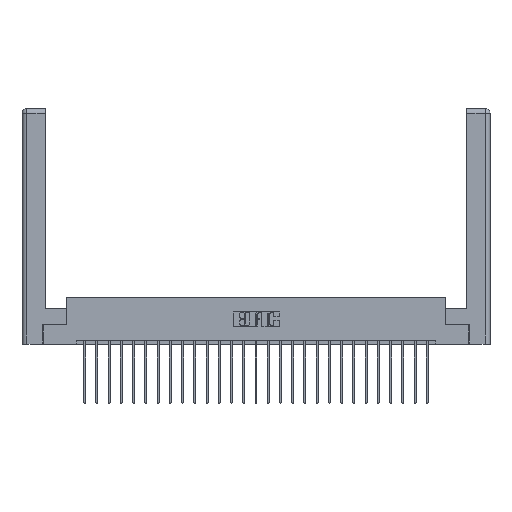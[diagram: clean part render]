
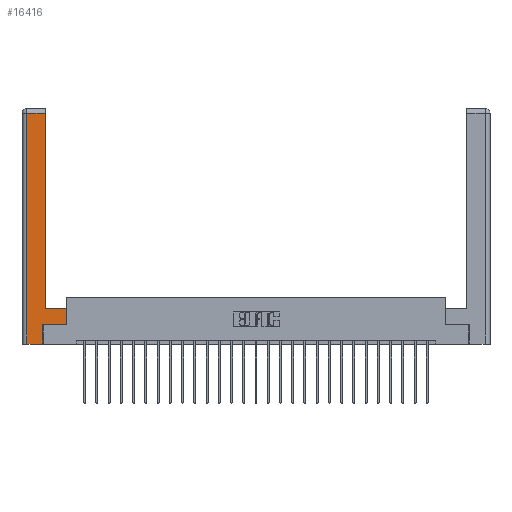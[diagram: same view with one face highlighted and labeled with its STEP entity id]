
A CAD part, top view. The second image highlights one B-rep face of the part: STEP entity #16416.
In plain terms, the highlighted planar face has unit normal (0, 0, 1).
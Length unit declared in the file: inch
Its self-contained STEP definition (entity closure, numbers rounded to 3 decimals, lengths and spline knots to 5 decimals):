
#13 = VERTEX_POINT ( 'NONE', #11412 ) ;
#592 = CARTESIAN_POINT ( 'NONE',  ( 0.295, 3., 0. ) ) ;
#942 = ORIENTED_EDGE ( 'NONE', *, *, #1904, .T. ) ;
#1117 = ORIENTED_EDGE ( 'NONE', *, *, #2366, .T. ) ;
#1469 = VERTEX_POINT ( 'NONE', #3019 ) ;
#1598 = ORIENTED_EDGE ( 'NONE', *, *, #20784, .T. ) ;
#1904 = EDGE_CURVE ( 'NONE', #2053, #13848, #12568, .T. ) ;
#2053 = VERTEX_POINT ( 'NONE', #12830 ) ;
#2136 = EDGE_CURVE ( 'NONE', #17845, #12849, #21613, .T. ) ;
#2366 = EDGE_CURVE ( 'NONE', #1469, #17845, #15445, .T. ) ;
#2540 = VECTOR ( 'NONE', #11727, 39.37008 ) ;
#2653 = DIRECTION ( 'NONE',  ( 1., 0., 0. ) ) ;
#2693 = CARTESIAN_POINT ( 'NONE',  ( 0.0615, 2.94, 0. ) ) ;
#2891 = CARTESIAN_POINT ( 'NONE',  ( 0.565, 0.45, 0. ) ) ;
#3019 = CARTESIAN_POINT ( 'NONE',  ( 0.295, 2.94, 0. ) ) ;
#3270 = CARTESIAN_POINT ( 'NONE',  ( 0.565, 0.45, 0. ) ) ;
#3853 = CARTESIAN_POINT ( 'NONE',  ( 0.265, 0., 0. ) ) ;
#5528 = VERTEX_POINT ( 'NONE', #14445 ) ;
#6304 = EDGE_CURVE ( 'NONE', #5528, #2053, #23622, .T. ) ;
#6571 = CARTESIAN_POINT ( 'NONE',  ( 0.295, 0.45, 0. ) ) ;
#7134 = EDGE_CURVE ( 'NONE', #12849, #13, #20697, .T. ) ;
#7561 = PLANE ( 'NONE',  #21833 ) ;
#8476 = ORIENTED_EDGE ( 'NONE', *, *, #2136, .T. ) ;
#8770 = DIRECTION ( 'NONE',  ( 0., -1., 0. ) ) ;
#9665 = DIRECTION ( 'NONE',  ( 0., 0., -1. ) ) ;
#9669 = LINE ( 'NONE', #6571, #20643 ) ;
#9748 = DIRECTION ( 'NONE',  ( 1., 0., 0. ) ) ;
#10279 = VECTOR ( 'NONE', #26238, 39.37008 ) ;
#11412 = CARTESIAN_POINT ( 'NONE',  ( 0.265, 0., 0. ) ) ;
#11569 = VECTOR ( 'NONE', #11725, 39.37008 ) ;
#11725 = DIRECTION ( 'NONE',  ( 0., 1., 0. ) ) ;
#11727 = DIRECTION ( 'NONE',  ( 0., 1., 0. ) ) ;
#12143 = ORIENTED_EDGE ( 'NONE', *, *, #6304, .T. ) ;
#12226 = DIRECTION ( 'NONE',  ( -1., 0., 0. ) ) ;
#12568 = LINE ( 'NONE', #3270, #11569 ) ;
#12830 = CARTESIAN_POINT ( 'NONE',  ( 0.565, 0.245, 0. ) ) ;
#12849 = VERTEX_POINT ( 'NONE', #25322 ) ;
#13068 = ORIENTED_EDGE ( 'NONE', *, *, #24041, .T. ) ;
#13824 = VERTEX_POINT ( 'NONE', #19290 ) ;
#13848 = VERTEX_POINT ( 'NONE', #2891 ) ;
#14445 = CARTESIAN_POINT ( 'NONE',  ( 0.265, 0.245, 0. ) ) ;
#14685 = EDGE_LOOP ( 'NONE', ( #13068, #1117, #8476, #15478, #1598, #12143, #942, #21894 ) ) ;
#15099 = DIRECTION ( 'NONE',  ( 0., 1., 0. ) ) ;
#15445 = LINE ( 'NONE', #17970, #10279 ) ;
#15478 = ORIENTED_EDGE ( 'NONE', *, *, #7134, .T. ) ;
#15516 = VECTOR ( 'NONE', #2653, 39.37008 ) ;
#15803 = CARTESIAN_POINT ( 'NONE',  ( 0.265, 0.245, 0. ) ) ;
#16416 = ADVANCED_FACE ( 'NONE', ( #25240 ), #7561, .F. ) ;
#16669 = VECTOR ( 'NONE', #15099, 39.37008 ) ;
#17388 = VECTOR ( 'NONE', #8770, 39.37008 ) ;
#17845 = VERTEX_POINT ( 'NONE', #2693 ) ;
#17970 = CARTESIAN_POINT ( 'NONE',  ( 0.0615, 2.94, 0. ) ) ;
#19290 = CARTESIAN_POINT ( 'NONE',  ( 0.295, 0.45, 0. ) ) ;
#19735 = LINE ( 'NONE', #15803, #2540 ) ;
#19876 = CARTESIAN_POINT ( 'NONE',  ( 0.565, 0.245, 0. ) ) ;
#20643 = VECTOR ( 'NONE', #12226, 39.37008 ) ;
#20697 = LINE ( 'NONE', #3853, #15516 ) ;
#20784 = EDGE_CURVE ( 'NONE', #13, #5528, #19735, .T. ) ;
#21150 = CARTESIAN_POINT ( 'NONE',  ( 0.0615, 0., 0. ) ) ;
#21613 = LINE ( 'NONE', #21150, #17388 ) ;
#21833 = AXIS2_PLACEMENT_3D ( 'NONE', #22075, #9665, #24141 ) ;
#21894 = ORIENTED_EDGE ( 'NONE', *, *, #22025, .T. ) ;
#22025 = EDGE_CURVE ( 'NONE', #13848, #13824, #9669, .T. ) ;
#22075 = CARTESIAN_POINT ( 'NONE',  ( 0., 0., 0. ) ) ;
#22342 = VECTOR ( 'NONE', #9748, 39.37008 ) ;
#23622 = LINE ( 'NONE', #19876, #22342 ) ;
#24041 = EDGE_CURVE ( 'NONE', #13824, #1469, #26101, .T. ) ;
#24141 = DIRECTION ( 'NONE',  ( -1., 0., 0. ) ) ;
#25240 = FACE_OUTER_BOUND ( 'NONE', #14685, .T. ) ;
#25322 = CARTESIAN_POINT ( 'NONE',  ( 0.0615, 0., 0. ) ) ;
#26101 = LINE ( 'NONE', #592, #16669 ) ;
#26238 = DIRECTION ( 'NONE',  ( -1., 0., 0. ) ) ;
